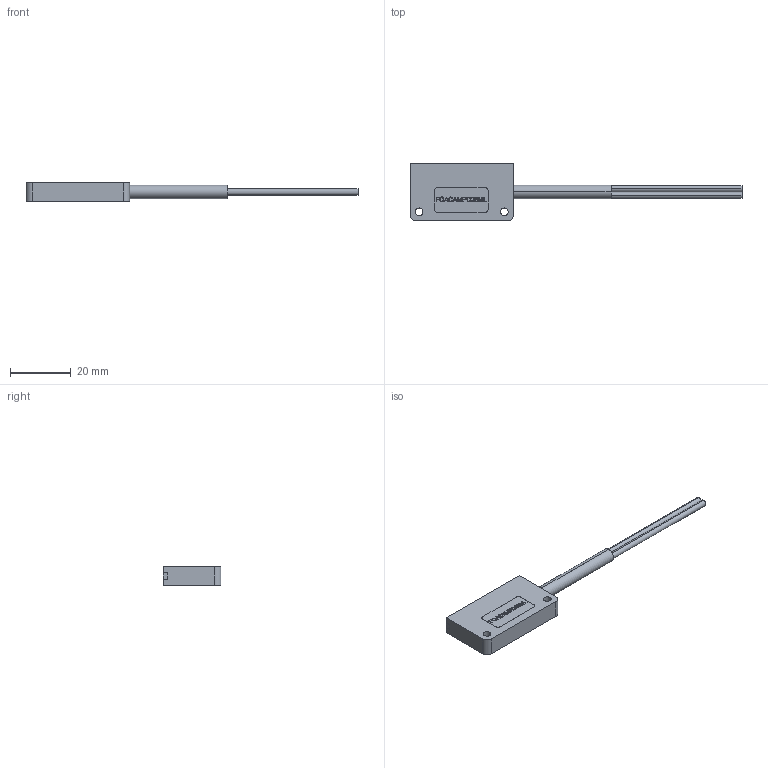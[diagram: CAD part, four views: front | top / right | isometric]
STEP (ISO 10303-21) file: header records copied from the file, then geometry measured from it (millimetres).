
FILE_DESCRIPTION (( 'STEP AP214' ), '1' );
FILE_NAME ('FOACAMPD25ML_3D.step', '2023-06-16T21:14:34', ( '' ), ( '' ), 'SwSTEP 2.0', 'SolidWorks 2022', '' );
FILE_SCHEMA (( 'AUTOMOTIVE_DESIGN' ));
Length unit declared in the file: millimetre
Products named in the file (1): FOACAMPD25ML_3D
Bounding box: 109 x 19 x 6 mm (x, y, z)
Volume: 4367.2 mm3; surface area: 3866.3 mm2
Topology: 1 solids, 1 shells, 299 faces, 729 edges, 486 vertices
Faces by surface type: plane 161, cylinder 82, bspline 56
Entity records: 11933 total; most frequent: CARTESIAN_POINT 5051, ORIENTED_EDGE 1458, DIRECTION 1269, EDGE_CURVE 729, VERTEX_POINT 486, LINE 453, VECTOR 453, AXIS2_PLACEMENT_3D 408
